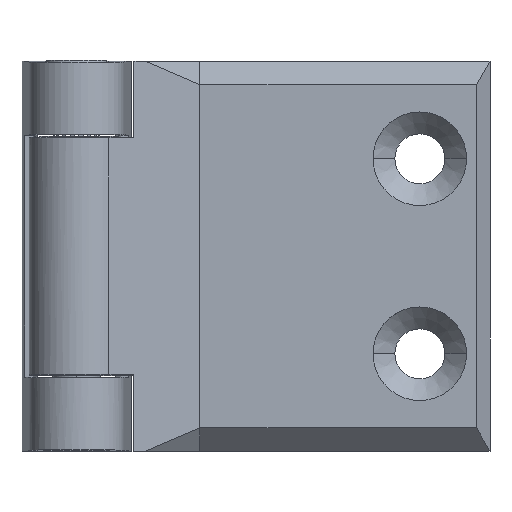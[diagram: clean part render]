
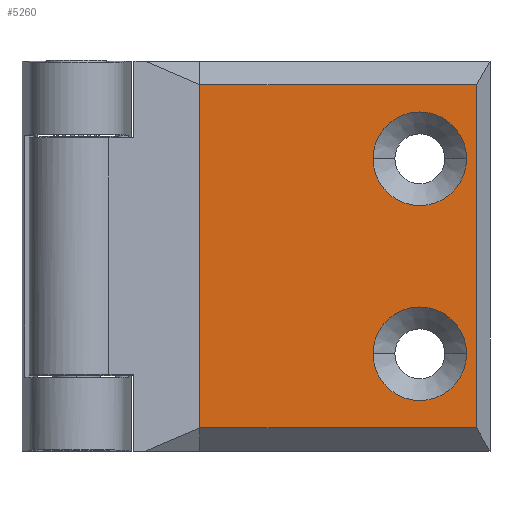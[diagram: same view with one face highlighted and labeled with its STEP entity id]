
A CAD part, top view. The second image highlights one B-rep face of the part: STEP entity #5260.
In plain terms, the highlighted planar face has unit normal (0, 0, 1).
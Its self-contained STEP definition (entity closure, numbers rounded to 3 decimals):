
#219 = DIRECTION ( 'NONE',  ( 0., -1., 0. ) ) ;
#311 = LINE ( 'NONE', #4562, #4471 ) ;
#472 = DIRECTION ( 'NONE',  ( 0., 0., 1. ) ) ;
#610 = CARTESIAN_POINT ( 'NONE',  ( 51.268, 22., 6.5 ) ) ;
#619 = CARTESIAN_POINT ( 'NONE',  ( 44., 12.5, 6.5 ) ) ;
#650 = AXIS2_PLACEMENT_3D ( 'NONE', #5890, #2531, #2477 ) ;
#717 = CARTESIAN_POINT ( 'NONE',  ( 44., 12.5, 6.5 ) ) ;
#769 = AXIS2_PLACEMENT_3D ( 'NONE', #717, #1803, #781 ) ;
#781 = DIRECTION ( 'NONE',  ( -1., 0., 0. ) ) ;
#885 = VERTEX_POINT ( 'NONE', #3734 ) ;
#933 = DIRECTION ( 'NONE',  ( -1., 0., 0. ) ) ;
#941 = CARTESIAN_POINT ( 'NONE',  ( 29.182, -17.5, 6.5 ) ) ;
#1143 = ORIENTED_EDGE ( 'NONE', *, *, #2356, .F. ) ;
#1190 = VERTEX_POINT ( 'NONE', #3037 ) ;
#1243 = VERTEX_POINT ( 'NONE', #4730 ) ;
#1427 = EDGE_CURVE ( 'NONE', #3253, #1243, #3402, .T. ) ;
#1446 = FACE_BOUND ( 'NONE', #2639, .T. ) ;
#1457 = ORIENTED_EDGE ( 'NONE', *, *, #4042, .F. ) ;
#1549 = LINE ( 'NONE', #5881, #3611 ) ;
#1573 = ORIENTED_EDGE ( 'NONE', *, *, #6012, .T. ) ;
#1710 = ORIENTED_EDGE ( 'NONE', *, *, #3520, .T. ) ;
#1803 = DIRECTION ( 'NONE',  ( 0., 0., -1. ) ) ;
#1854 = ORIENTED_EDGE ( 'NONE', *, *, #5367, .F. ) ;
#1986 = FACE_OUTER_BOUND ( 'NONE', #6106, .T. ) ;
#2016 = CARTESIAN_POINT ( 'NONE',  ( 53.1, 22., 6.5 ) ) ;
#2129 = LINE ( 'NONE', #2016, #4219 ) ;
#2199 = CARTESIAN_POINT ( 'NONE',  ( 51.268, 25., 6.5 ) ) ;
#2356 = EDGE_CURVE ( 'NONE', #1243, #3253, #3064, .T. ) ;
#2361 = FACE_BOUND ( 'NONE', #5678, .T. ) ;
#2366 = DIRECTION ( 'NONE',  ( 1., 0., 0. ) ) ;
#2391 = AXIS2_PLACEMENT_3D ( 'NONE', #941, #4299, #6257 ) ;
#2446 = VECTOR ( 'NONE', #5178, 1000. ) ;
#2477 = DIRECTION ( 'NONE',  ( -1., 0., 0. ) ) ;
#2531 = DIRECTION ( 'NONE',  ( 0., 0., 1. ) ) ;
#2615 = DIRECTION ( 'NONE',  ( 0., 0., -1. ) ) ;
#2639 = EDGE_LOOP ( 'NONE', ( #1573, #3617 ) ) ;
#2682 = AXIS2_PLACEMENT_3D ( 'NONE', #619, #2615, #5094 ) ;
#2956 = CARTESIAN_POINT ( 'NONE',  ( 15.8, 22., 6.5 ) ) ;
#3037 = CARTESIAN_POINT ( 'NONE',  ( 15.8, -22., 6.5 ) ) ;
#3064 = CIRCLE ( 'NONE', #3879, 6. ) ;
#3253 = VERTEX_POINT ( 'NONE', #4033 ) ;
#3281 = VERTEX_POINT ( 'NONE', #2956 ) ;
#3361 = ORIENTED_EDGE ( 'NONE', *, *, #1427, .F. ) ;
#3402 = CIRCLE ( 'NONE', #650, 6. ) ;
#3520 = EDGE_CURVE ( 'NONE', #3281, #1190, #311, .T. ) ;
#3611 = VECTOR ( 'NONE', #2366, 1000. ) ;
#3617 = ORIENTED_EDGE ( 'NONE', *, *, #4663, .T. ) ;
#3672 = CARTESIAN_POINT ( 'NONE',  ( 51.268, -22., 6.5 ) ) ;
#3734 = CARTESIAN_POINT ( 'NONE',  ( 50., 12.5, 6.5 ) ) ;
#3792 = PLANE ( 'NONE',  #2391 ) ;
#3879 = AXIS2_PLACEMENT_3D ( 'NONE', #4821, #472, #933 ) ;
#3951 = DIRECTION ( 'NONE',  ( 1., 0., 0. ) ) ;
#4033 = CARTESIAN_POINT ( 'NONE',  ( 50., -12.5, 6.5 ) ) ;
#4042 = EDGE_CURVE ( 'NONE', #5433, #4729, #6034, .T. ) ;
#4219 = VECTOR ( 'NONE', #3951, 1000. ) ;
#4299 = DIRECTION ( 'NONE',  ( 0., 0., 1. ) ) ;
#4471 = VECTOR ( 'NONE', #219, 1000. ) ;
#4505 = CIRCLE ( 'NONE', #2682, 6. ) ;
#4562 = CARTESIAN_POINT ( 'NONE',  ( 15.8, -17.5, 6.5 ) ) ;
#4663 = EDGE_CURVE ( 'NONE', #885, #5643, #4505, .T. ) ;
#4729 = VERTEX_POINT ( 'NONE', #3672 ) ;
#4730 = CARTESIAN_POINT ( 'NONE',  ( 38., -12.5, 6.5 ) ) ;
#4821 = CARTESIAN_POINT ( 'NONE',  ( 44., -12.5, 6.5 ) ) ;
#4862 = ORIENTED_EDGE ( 'NONE', *, *, #4906, .T. ) ;
#4906 = EDGE_CURVE ( 'NONE', #1190, #4729, #1549, .T. ) ;
#5094 = DIRECTION ( 'NONE',  ( -1., 0., 0. ) ) ;
#5178 = DIRECTION ( 'NONE',  ( 0., -1., 0. ) ) ;
#5243 = CIRCLE ( 'NONE', #769, 6. ) ;
#5260 = ADVANCED_FACE ( 'NONE', ( #2361, #1446, #1986 ), #3792, .T. ) ;
#5367 = EDGE_CURVE ( 'NONE', #3281, #5433, #2129, .T. ) ;
#5433 = VERTEX_POINT ( 'NONE', #610 ) ;
#5643 = VERTEX_POINT ( 'NONE', #5931 ) ;
#5678 = EDGE_LOOP ( 'NONE', ( #1143, #3361 ) ) ;
#5881 = CARTESIAN_POINT ( 'NONE',  ( 29.182, -22., 6.5 ) ) ;
#5890 = CARTESIAN_POINT ( 'NONE',  ( 44., -12.5, 6.5 ) ) ;
#5931 = CARTESIAN_POINT ( 'NONE',  ( 38., 12.5, 6.5 ) ) ;
#6012 = EDGE_CURVE ( 'NONE', #5643, #885, #5243, .T. ) ;
#6034 = LINE ( 'NONE', #2199, #2446 ) ;
#6106 = EDGE_LOOP ( 'NONE', ( #1457, #1854, #1710, #4862 ) ) ;
#6257 = DIRECTION ( 'NONE',  ( 1., 0., 0. ) ) ;
